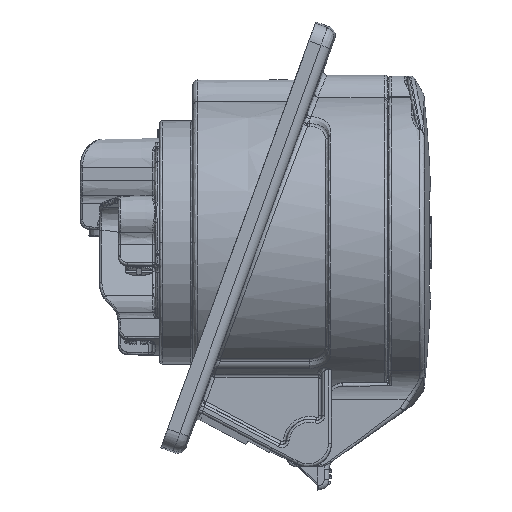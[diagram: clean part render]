
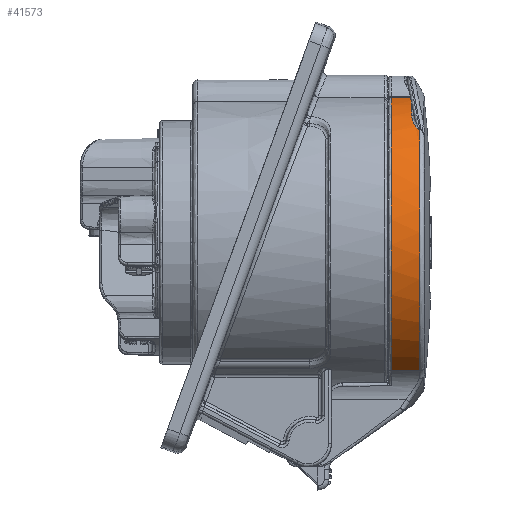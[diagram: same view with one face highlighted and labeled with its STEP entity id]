
A CAD part, left-side view. The second image highlights one B-rep face of the part: STEP entity #41573.
In plain terms, the highlighted cylindrical face has radius 31.6 mm (diameter 63.2 mm), a partial arc.
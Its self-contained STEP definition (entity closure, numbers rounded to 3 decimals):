
#602 = CARTESIAN_POINT ( 'NONE',  ( -20.396, -30.772, 24.273 ) ) ;
#964 = CARTESIAN_POINT ( 'NONE',  ( -19.784, -30.251, 24.771 ) ) ;
#1317 = CARTESIAN_POINT ( 'NONE',  ( -18.374, -29.687, 25.825 ) ) ;
#2267 = EDGE_CURVE ( 'NONE', #9987, #59289, #75699, .T. ) ;
#4683 = B_SPLINE_CURVE_WITH_KNOTS ( 'NONE', 3,
 ( #20720, #53594, #86921, #37382 ),
 .UNSPECIFIED., .F., .F.,
 ( 4, 4 ),
 ( 0., 1. ),
 .UNSPECIFIED. ) ;
#5717 = VECTOR ( 'NONE', #17935, 1000. ) ;
#6489 = DIRECTION ( 'NONE',  ( 0., -1., 0. ) ) ;
#6552 = VECTOR ( 'NONE', #6489, 1000. ) ;
#6653 = CARTESIAN_POINT ( 'NONE',  ( -16.466, -29.446, 27.07 ) ) ;
#6812 = EDGE_CURVE ( 'NONE', #84781, #81267, #64964, .T. ) ;
#8857 = CARTESIAN_POINT ( 'NONE',  ( -20.292, -30.647, 24.36 ) ) ;
#9226 = CARTESIAN_POINT ( 'NONE',  ( -19.765, -30.24, 24.785 ) ) ;
#9315 = CARTESIAN_POINT ( 'NONE',  ( -6.515, -31.187, 30.955 ) ) ;
#9573 = CARTESIAN_POINT ( 'NONE',  ( -18.004, -29.604, 26.082 ) ) ;
#9987 = VERTEX_POINT ( 'NONE', #76900 ) ;
#10065 = CARTESIAN_POINT ( 'NONE',  ( -0.163, -31.117, 0. ) ) ;
#11199 = EDGE_CURVE ( 'NONE', #38838, #59289, #27676, .T. ) ;
#12086 = AXIS2_PLACEMENT_3D ( 'NONE', #63598, #14066, #71883 ) ;
#14066 = DIRECTION ( 'NONE',  ( 0., 1., 0. ) ) ;
#15696 = EDGE_CURVE ( 'NONE', #9987, #84781, #28543, .T. ) ;
#17139 = CARTESIAN_POINT ( 'NONE',  ( -20.244, -30.599, 24.399 ) ) ;
#17489 = CIRCLE ( 'NONE', #33311, 31.6 ) ;
#17502 = CARTESIAN_POINT ( 'NONE',  ( -19.458, -30.072, 25.026 ) ) ;
#17841 = CARTESIAN_POINT ( 'NONE',  ( -17.72, -29.551, 26.274 ) ) ;
#17935 = DIRECTION ( 'NONE',  ( 0., 1., 0. ) ) ;
#18360 = DIRECTION ( 'NONE',  ( 0., 0., 1. ) ) ;
#20383 = B_SPLINE_CURVE_WITH_KNOTS ( 'NONE', 3,
 ( #106887, #65958, #74605, #25146, #82962, #33474, #91326, #41832, #99654, #50057, #602, #58359, #8857, #66657, #17139, #74964, #25490, #83323, #33833, #91682, #42186, #100003, #50419, #964, #58708, #9226, #66998, #17502, #75322, #25846, #83662, #34196, #92040, #42518, #100356, #50784, #1317, #59060, #9573, #67375, #17841, #75685, #26204, #84035 ),
 .UNSPECIFIED., .F., .F.,
 ( 4, 2, 1, 1, 1, 2, 2, 1, 1, 1, 2, 2, 2, 1, 1, 1, 2, 2, 2, 1, 1, 1, 2, 2, 2, 2, 2, 4 ),
 ( 0., 0.031, 0.047, 0.055, 0.059, 0.061, 0.063, 0.094, 0.109, 0.117, 0.121, 0.125, 0.188, 0.219, 0.234, 0.242, 0.246, 0.25, 0.375, 0.438, 0.469, 0.484, 0.492, 0.5, 0.625, 0.688, 0.75, 1. ),
 .UNSPECIFIED. ) ;
#20387 = CARTESIAN_POINT ( 'NONE',  ( -0.163, -29.446, 0. ) ) ;
#20720 = CARTESIAN_POINT ( 'NONE',  ( -11.83, -29.446, 29.367 ) ) ;
#22478 = ORIENTED_EDGE ( 'NONE', *, *, #61805, .T. ) ;
#23099 = ORIENTED_EDGE ( 'NONE', *, *, #30798, .T. ) ;
#23326 = EDGE_LOOP ( 'NONE', ( #25771, #22478, #23099, #46864, #79828, #60099, #39737 ) ) ;
#25146 = CARTESIAN_POINT ( 'NONE',  ( -20.492, -30.942, 24.193 ) ) ;
#25490 = CARTESIAN_POINT ( 'NONE',  ( -20.228, -30.584, 24.412 ) ) ;
#25771 = ORIENTED_EDGE ( 'NONE', *, *, #105935, .T. ) ;
#25846 = CARTESIAN_POINT ( 'NONE',  ( -19.066, -29.906, 25.323 ) ) ;
#26204 = CARTESIAN_POINT ( 'NONE',  ( -16.842, -29.446, 26.843 ) ) ;
#27676 = LINE ( 'NONE', #9315, #5717 ) ;
#28543 = LINE ( 'NONE', #55952, #6552 ) ;
#28752 = DIRECTION ( 'NONE',  ( 0., 0., 1. ) ) ;
#30798 = EDGE_CURVE ( 'NONE', #44785, #38838, #4683, .T. ) ;
#33311 = AXIS2_PLACEMENT_3D ( 'NONE', #20387, #78219, #28752 ) ;
#33474 = CARTESIAN_POINT ( 'NONE',  ( -20.45, -30.857, 24.228 ) ) ;
#33833 = CARTESIAN_POINT ( 'NONE',  ( -20.093, -30.463, 24.522 ) ) ;
#34196 = CARTESIAN_POINT ( 'NONE',  ( -18.815, -29.819, 25.508 ) ) ;
#37382 = CARTESIAN_POINT ( 'NONE',  ( -6.515, -29.127, 30.955 ) ) ;
#38838 = VERTEX_POINT ( 'NONE', #64438 ) ;
#39737 = ORIENTED_EDGE ( 'NONE', *, *, #6812, .T. ) ;
#41573 = ADVANCED_FACE ( 'NONE', ( #95452 ), #87684, .T. ) ;
#41832 = CARTESIAN_POINT ( 'NONE',  ( -20.429, -30.824, 24.245 ) ) ;
#42186 = CARTESIAN_POINT ( 'NONE',  ( -19.917, -30.335, 24.665 ) ) ;
#42518 = CARTESIAN_POINT ( 'NONE',  ( -18.753, -29.799, 25.553 ) ) ;
#44438 = DIRECTION ( 'NONE',  ( 0., 1., 0. ) ) ;
#44785 = VERTEX_POINT ( 'NONE', #96420 ) ;
#46864 = ORIENTED_EDGE ( 'NONE', *, *, #11199, .T. ) ;
#50057 = CARTESIAN_POINT ( 'NONE',  ( -20.422, -30.813, 24.251 ) ) ;
#50419 = CARTESIAN_POINT ( 'NONE',  ( -19.801, -30.262, 24.757 ) ) ;
#50784 = CARTESIAN_POINT ( 'NONE',  ( -18.554, -29.736, 25.698 ) ) ;
#53594 = CARTESIAN_POINT ( 'NONE',  ( -10.094, -29.307, 30.057 ) ) ;
#55952 = CARTESIAN_POINT ( 'NONE',  ( -15.717, -31.187, -27.507 ) ) ;
#58359 = CARTESIAN_POINT ( 'NONE',  ( -20.352, -30.715, 24.309 ) ) ;
#58708 = CARTESIAN_POINT ( 'NONE',  ( -19.772, -30.244, 24.78 ) ) ;
#59060 = CARTESIAN_POINT ( 'NONE',  ( -18.098, -29.623, 26.018 ) ) ;
#59289 = VERTEX_POINT ( 'NONE', #75913 ) ;
#60099 = ORIENTED_EDGE ( 'NONE', *, *, #15696, .T. ) ;
#61805 = EDGE_CURVE ( 'NONE', #68539, #44785, #17489, .T. ) ;
#63598 = CARTESIAN_POINT ( 'NONE',  ( -0.163, -24.987, 0. ) ) ;
#64438 = CARTESIAN_POINT ( 'NONE',  ( -6.515, -29.127, 30.955 ) ) ;
#64964 = CIRCLE ( 'NONE', #72551, 31.6 ) ;
#65958 = CARTESIAN_POINT ( 'NONE',  ( -20.532, -31.068, 24.159 ) ) ;
#66657 = CARTESIAN_POINT ( 'NONE',  ( -20.259, -30.614, 24.387 ) ) ;
#66998 = CARTESIAN_POINT ( 'NONE',  ( -19.616, -30.152, 24.903 ) ) ;
#67375 = CARTESIAN_POINT ( 'NONE',  ( -17.815, -29.568, 26.21 ) ) ;
#67873 = DIRECTION ( 'NONE',  ( 0., 1., 0. ) ) ;
#68129 = CARTESIAN_POINT ( 'NONE',  ( -15.717, -31.117, -27.507 ) ) ;
#68539 = VERTEX_POINT ( 'NONE', #6653 ) ;
#71883 = DIRECTION ( 'NONE',  ( 0., 0., -1. ) ) ;
#72551 = AXIS2_PLACEMENT_3D ( 'NONE', #10065, #67873, #18360 ) ;
#74605 = CARTESIAN_POINT ( 'NONE',  ( -20.521, -31.018, 24.168 ) ) ;
#74964 = CARTESIAN_POINT ( 'NONE',  ( -20.234, -30.589, 24.407 ) ) ;
#75322 = CARTESIAN_POINT ( 'NONE',  ( -19.2, -29.96, 25.222 ) ) ;
#75685 = CARTESIAN_POINT ( 'NONE',  ( -17.228, -29.476, 26.6 ) ) ;
#75699 = CIRCLE ( 'NONE', #12086, 31.6 ) ;
#75913 = CARTESIAN_POINT ( 'NONE',  ( -6.515, -24.987, 30.955 ) ) ;
#76900 = CARTESIAN_POINT ( 'NONE',  ( -15.717, -24.987, -27.507 ) ) ;
#78219 = DIRECTION ( 'NONE',  ( 0., 1., 0. ) ) ;
#79828 = ORIENTED_EDGE ( 'NONE', *, *, #2267, .F. ) ;
#81267 = VERTEX_POINT ( 'NONE', #103630 ) ;
#82962 = CARTESIAN_POINT ( 'NONE',  ( -20.475, -30.903, 24.207 ) ) ;
#83323 = CARTESIAN_POINT ( 'NONE',  ( -20.163, -30.521, 24.466 ) ) ;
#83380 = AXIS2_PLACEMENT_3D ( 'NONE', #93960, #44438, #102293 ) ;
#83662 = CARTESIAN_POINT ( 'NONE',  ( -18.9, -29.847, 25.446 ) ) ;
#84035 = CARTESIAN_POINT ( 'NONE',  ( -16.466, -29.446, 27.07 ) ) ;
#84781 = VERTEX_POINT ( 'NONE', #68129 ) ;
#86921 = CARTESIAN_POINT ( 'NONE',  ( -8.313, -29.201, 30.586 ) ) ;
#87684 = CYLINDRICAL_SURFACE ( 'NONE', #83380, 31.6 ) ;
#91326 = CARTESIAN_POINT ( 'NONE',  ( -20.436, -30.834, 24.24 ) ) ;
#91682 = CARTESIAN_POINT ( 'NONE',  ( -19.977, -30.377, 24.616 ) ) ;
#92040 = CARTESIAN_POINT ( 'NONE',  ( -18.778, -29.807, 25.535 ) ) ;
#93960 = CARTESIAN_POINT ( 'NONE',  ( -0.163, -31.187, 0. ) ) ;
#95452 = FACE_OUTER_BOUND ( 'NONE', #23326, .T. ) ;
#96420 = CARTESIAN_POINT ( 'NONE',  ( -11.83, -29.446, 29.367 ) ) ;
#99654 = CARTESIAN_POINT ( 'NONE',  ( -20.425, -30.817, 24.249 ) ) ;
#100003 = CARTESIAN_POINT ( 'NONE',  ( -19.84, -30.286, 24.726 ) ) ;
#100356 = CARTESIAN_POINT ( 'NONE',  ( -18.739, -29.794, 25.563 ) ) ;
#102293 = DIRECTION ( 'NONE',  ( 0., 0., 1. ) ) ;
#103630 = CARTESIAN_POINT ( 'NONE',  ( -20.535, -31.117, 24.156 ) ) ;
#105935 = EDGE_CURVE ( 'NONE', #81267, #68539, #20383, .T. ) ;
#106887 = CARTESIAN_POINT ( 'NONE',  ( -20.535, -31.117, 24.156 ) ) ;
